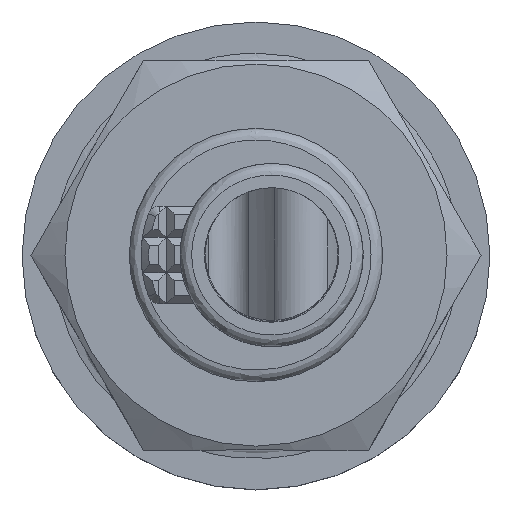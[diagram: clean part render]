
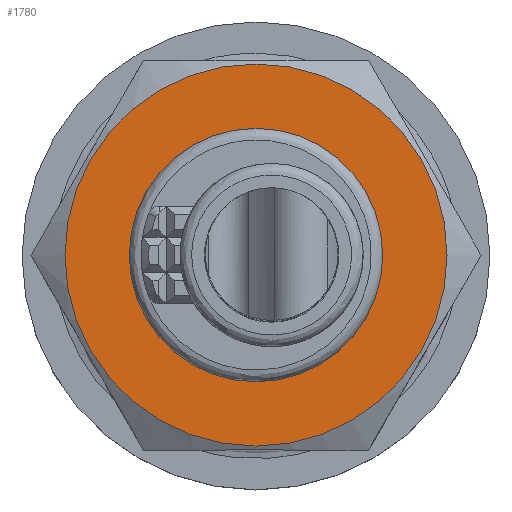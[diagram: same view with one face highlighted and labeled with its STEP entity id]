
A CAD part, top view. The second image highlights one B-rep face of the part: STEP entity #1780.
In plain terms, the highlighted face is planar.
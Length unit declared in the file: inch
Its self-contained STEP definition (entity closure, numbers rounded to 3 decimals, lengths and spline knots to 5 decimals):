
#163 = EDGE_LOOP ( 'NONE', ( #1104 ) ) ;
#173 = AXIS2_PLACEMENT_3D ( 'NONE', #754, #766, #2265 ) ;
#233 = CARTESIAN_POINT ( 'NONE',  ( 0., -0.28666, -0.19291 ) ) ;
#482 = DIRECTION ( 'NONE',  ( 0., 1., 0. ) ) ;
#557 = EDGE_CURVE ( 'NONE', #1597, #1597, #857, .T. ) ;
#754 = CARTESIAN_POINT ( 'NONE',  ( 0., -0.28666, 0. ) ) ;
#766 = DIRECTION ( 'NONE',  ( 0., -1., 0. ) ) ;
#857 = CIRCLE ( 'NONE', #173, 0.12795 ) ;
#895 = DIRECTION ( 'NONE',  ( 1., 0., 0. ) ) ;
#934 = AXIS2_PLACEMENT_3D ( 'NONE', #2011, #1097, #895 ) ;
#952 = VERTEX_POINT ( 'NONE', #2039 ) ;
#1097 = DIRECTION ( 'NONE',  ( 0., 1., 0. ) ) ;
#1104 = ORIENTED_EDGE ( 'NONE', *, *, #1364, .F. ) ;
#1310 = FACE_OUTER_BOUND ( 'NONE', #163, .T. ) ;
#1364 = EDGE_CURVE ( 'NONE', #952, #952, #2513, .T. ) ;
#1435 = ORIENTED_EDGE ( 'NONE', *, *, #557, .F. ) ;
#1473 = EDGE_LOOP ( 'NONE', ( #1435 ) ) ;
#1597 = VERTEX_POINT ( 'NONE', #2462 ) ;
#1642 = AXIS2_PLACEMENT_3D ( 'NONE', #233, #482, #2387 ) ;
#1780 = ADVANCED_FACE ( 'NONE', ( #1310, #2184 ), #2210, .F. ) ;
#2011 = CARTESIAN_POINT ( 'NONE',  ( 0., -0.28666, 0. ) ) ;
#2039 = CARTESIAN_POINT ( 'NONE',  ( 0.19291, -0.28666, 0. ) ) ;
#2184 = FACE_BOUND ( 'NONE', #1473, .T. ) ;
#2210 = PLANE ( 'NONE',  #1642 ) ;
#2265 = DIRECTION ( 'NONE',  ( -1., 0., 0. ) ) ;
#2387 = DIRECTION ( 'NONE',  ( 1., 0., 0. ) ) ;
#2462 = CARTESIAN_POINT ( 'NONE',  ( -0.12795, -0.28666, 0. ) ) ;
#2513 = CIRCLE ( 'NONE', #934, 0.19291 ) ;
